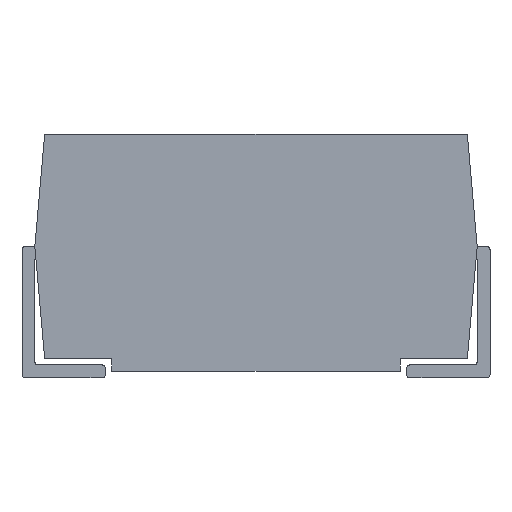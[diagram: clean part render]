
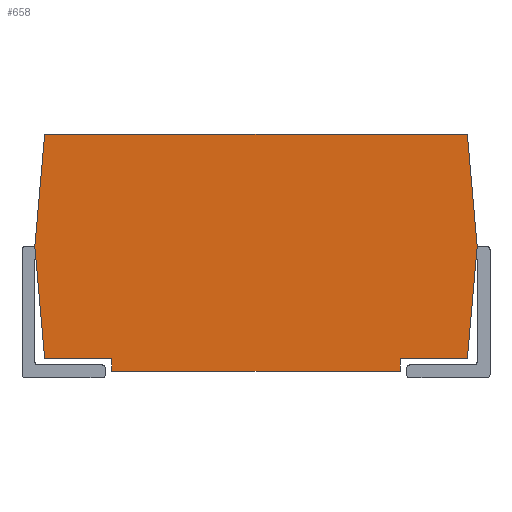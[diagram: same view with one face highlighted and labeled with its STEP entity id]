
A CAD part, front view. The second image highlights one B-rep face of the part: STEP entity #658.
In plain terms, the highlighted planar face has unit normal (0, -1, 0).
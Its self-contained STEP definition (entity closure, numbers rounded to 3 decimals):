
#36 = CARTESIAN_POINT ( 'NONE',  ( 3.45, -2.15, 2.05 ) ) ;
#47 = CARTESIAN_POINT ( 'NONE',  ( -3.297, -2.15, 3.8 ) ) ;
#50 = CARTESIAN_POINT ( 'NONE',  ( -2.25, -2.15, 0.3 ) ) ;
#51 = CARTESIAN_POINT ( 'NONE',  ( 2.297, -2.15, 3.799 ) ) ;
#55 = CARTESIAN_POINT ( 'NONE',  ( 2.25, -2.15, 0.1 ) ) ;
#57 = CARTESIAN_POINT ( 'NONE',  ( 2.797, -2.15, 3.8 ) ) ;
#140 = AXIS2_PLACEMENT_3D ( 'NONE', #1572, #1529, #1527 ) ;
#198 = EDGE_CURVE ( 'NONE', #2018, #1811, #1022, .T. ) ;
#200 = EDGE_CURVE ( 'NONE', #1961, #1803, #1028, .T. ) ;
#220 = EDGE_CURVE ( 'NONE', #1961, #1237, #1069, .T. ) ;
#238 = EDGE_CURVE ( 'NONE', #2018, #1840, #1097, .T. ) ;
#243 = EDGE_CURVE ( 'NONE', #1336, #2025, #1109, .T. ) ;
#249 = EDGE_CURVE ( 'NONE', #1811, #2025, #1121, .T. ) ;
#268 = EDGE_CURVE ( 'NONE', #1360, #2053, #1144, .T. ) ;
#275 = EDGE_CURVE ( 'NONE', #2030, #1237, #1157, .T. ) ;
#284 = EDGE_CURVE ( 'NONE', #1927, #2030, #1175, .T. ) ;
#289 = EDGE_CURVE ( 'NONE', #1959, #1360, #1184, .T. ) ;
#290 = EDGE_CURVE ( 'NONE', #1803, #1959, #1159, .T. ) ;
#292 = EDGE_CURVE ( 'NONE', #1840, #1903, #1190, .T. ) ;
#296 = EDGE_CURVE ( 'NONE', #1927, #1336, #1198, .T. ) ;
#297 = EDGE_CURVE ( 'NONE', #2053, #1903, #1200, .T. ) ;
#658 = ADVANCED_FACE ( 'NONE', ( #1222 ), #1569, .F. ) ;
#768 = ORIENTED_EDGE ( 'NONE', *, *, #289, .F. ) ;
#769 = ORIENTED_EDGE ( 'NONE', *, *, #290, .F. ) ;
#770 = ORIENTED_EDGE ( 'NONE', *, *, #200, .F. ) ;
#771 = ORIENTED_EDGE ( 'NONE', *, *, #220, .T. ) ;
#772 = ORIENTED_EDGE ( 'NONE', *, *, #275, .F. ) ;
#773 = ORIENTED_EDGE ( 'NONE', *, *, #284, .F. ) ;
#774 = ORIENTED_EDGE ( 'NONE', *, *, #296, .T. ) ;
#775 = ORIENTED_EDGE ( 'NONE', *, *, #243, .T. ) ;
#776 = ORIENTED_EDGE ( 'NONE', *, *, #249, .F. ) ;
#777 = ORIENTED_EDGE ( 'NONE', *, *, #198, .F. ) ;
#778 = ORIENTED_EDGE ( 'NONE', *, *, #238, .T. ) ;
#779 = ORIENTED_EDGE ( 'NONE', *, *, #292, .T. ) ;
#780 = ORIENTED_EDGE ( 'NONE', *, *, #297, .F. ) ;
#781 = ORIENTED_EDGE ( 'NONE', *, *, #268, .F. ) ;
#974 = EDGE_LOOP ( 'NONE', ( #768, #769, #770, #771, #772, #773, #774, #775, #776, #777, #778, #779, #780, #781 ) ) ;
#1022 = LINE ( 'NONE', #2065, #1031 ) ;
#1028 = LINE ( 'NONE', #2058, #1035 ) ;
#1031 = VECTOR ( 'NONE', #2039, 1000. ) ;
#1035 = VECTOR ( 'NONE', #2061, 1000. ) ;
#1069 = LINE ( 'NONE', #1972, #1070 ) ;
#1070 = VECTOR ( 'NONE', #1363, 1000. ) ;
#1097 = LINE ( 'NONE', #2031, #1099 ) ;
#1099 = VECTOR ( 'NONE', #1842, 1000. ) ;
#1109 = LINE ( 'NONE', #2019, #1110 ) ;
#1110 = VECTOR ( 'NONE', #2072, 1000. ) ;
#1121 = LINE ( 'NONE', #1940, #1122 ) ;
#1122 = VECTOR ( 'NONE', #1923, 1000. ) ;
#1144 = LINE ( 'NONE', #1807, #1145 ) ;
#1145 = VECTOR ( 'NONE', #1806, 1000. ) ;
#1157 = LINE ( 'NONE', #1747, #1158 ) ;
#1158 = VECTOR ( 'NONE', #1746, 1000. ) ;
#1159 = LINE ( 'NONE', #1619, #1186 ) ;
#1175 = LINE ( 'NONE', #1647, #1176 ) ;
#1176 = VECTOR ( 'NONE', #1639, 1000. ) ;
#1184 = LINE ( 'NONE', #1928, #1185 ) ;
#1185 = VECTOR ( 'NONE', #1608, 1000. ) ;
#1186 = VECTOR ( 'NONE', #1878, 1000. ) ;
#1190 = LINE ( 'NONE', #1924, #1191 ) ;
#1191 = VECTOR ( 'NONE', #1635, 1000. ) ;
#1198 = LINE ( 'NONE', #1597, #1199 ) ;
#1199 = VECTOR ( 'NONE', #1973, 1000. ) ;
#1200 = LINE ( 'NONE', #1920, #1201 ) ;
#1201 = VECTOR ( 'NONE', #1434, 1000. ) ;
#1222 = FACE_OUTER_BOUND ( 'NONE', #974, .T. ) ;
#1237 = VERTEX_POINT ( 'NONE', #1254 ) ;
#1247 = CARTESIAN_POINT ( 'NONE',  ( 3.297, -2.15, 3.8 ) ) ;
#1250 = CARTESIAN_POINT ( 'NONE',  ( -3.45, -2.15, 2.05 ) ) ;
#1254 = CARTESIAN_POINT ( 'NONE',  ( 2.297, -2.15, 3.8 ) ) ;
#1258 = CARTESIAN_POINT ( 'NONE',  ( -3.297, -2.15, 0.3 ) ) ;
#1270 = CARTESIAN_POINT ( 'NONE',  ( 2.25, -2.15, 0.3 ) ) ;
#1272 = CARTESIAN_POINT ( 'NONE',  ( -2.25, -2.15, 0.1 ) ) ;
#1308 = CARTESIAN_POINT ( 'NONE',  ( 3.297, -2.15, 0.3 ) ) ;
#1327 = CARTESIAN_POINT ( 'NONE',  ( 2.797, -2.15, 3.799 ) ) ;
#1336 = VERTEX_POINT ( 'NONE', #1258 ) ;
#1360 = VERTEX_POINT ( 'NONE', #1247 ) ;
#1363 = DIRECTION ( 'NONE',  ( 0., 0., 1. ) ) ;
#1434 = DIRECTION ( 'NONE',  ( -0.087, 0., -0.996 ) ) ;
#1527 = DIRECTION ( 'NONE',  ( 0., 0., 1. ) ) ;
#1529 = DIRECTION ( 'NONE',  ( 0., 1., 0. ) ) ;
#1569 = PLANE ( 'NONE',  #140 ) ;
#1572 = CARTESIAN_POINT ( 'NONE',  ( -3.297, -2.15, 3.8 ) ) ;
#1597 = CARTESIAN_POINT ( 'NONE',  ( -3.45, -2.15, 2.05 ) ) ;
#1608 = DIRECTION ( 'NONE',  ( 1., 0., 0. ) ) ;
#1619 = CARTESIAN_POINT ( 'NONE',  ( 2.797, -2.15, 3.799 ) ) ;
#1635 = DIRECTION ( 'NONE',  ( 1., 0., 0. ) ) ;
#1639 = DIRECTION ( 'NONE',  ( 0.087, 0., 0.996 ) ) ;
#1647 = CARTESIAN_POINT ( 'NONE',  ( -3.45, -2.15, 2.05 ) ) ;
#1746 = DIRECTION ( 'NONE',  ( 1., 0., 0. ) ) ;
#1747 = CARTESIAN_POINT ( 'NONE',  ( -3.297, -2.15, 3.8 ) ) ;
#1803 = VERTEX_POINT ( 'NONE', #1327 ) ;
#1806 = DIRECTION ( 'NONE',  ( 0.087, 0., -0.996 ) ) ;
#1807 = CARTESIAN_POINT ( 'NONE',  ( 3.297, -2.15, 3.8 ) ) ;
#1811 = VERTEX_POINT ( 'NONE', #1272 ) ;
#1840 = VERTEX_POINT ( 'NONE', #1270 ) ;
#1842 = DIRECTION ( 'NONE',  ( 0., 0., 1. ) ) ;
#1878 = DIRECTION ( 'NONE',  ( 0., 0., 1. ) ) ;
#1903 = VERTEX_POINT ( 'NONE', #1308 ) ;
#1920 = CARTESIAN_POINT ( 'NONE',  ( 3.45, -2.15, 2.05 ) ) ;
#1923 = DIRECTION ( 'NONE',  ( 0., 0., 1. ) ) ;
#1924 = CARTESIAN_POINT ( 'NONE',  ( -3.297, -2.15, 0.3 ) ) ;
#1927 = VERTEX_POINT ( 'NONE', #1250 ) ;
#1928 = CARTESIAN_POINT ( 'NONE',  ( -3.297, -2.15, 3.8 ) ) ;
#1940 = CARTESIAN_POINT ( 'NONE',  ( -2.25, -2.15, 0.1 ) ) ;
#1959 = VERTEX_POINT ( 'NONE', #57 ) ;
#1961 = VERTEX_POINT ( 'NONE', #51 ) ;
#1972 = CARTESIAN_POINT ( 'NONE',  ( 2.297, -2.15, 3.799 ) ) ;
#1973 = DIRECTION ( 'NONE',  ( 0.087, 0., -0.996 ) ) ;
#2018 = VERTEX_POINT ( 'NONE', #55 ) ;
#2019 = CARTESIAN_POINT ( 'NONE',  ( -3.297, -2.15, 0.3 ) ) ;
#2025 = VERTEX_POINT ( 'NONE', #50 ) ;
#2030 = VERTEX_POINT ( 'NONE', #47 ) ;
#2031 = CARTESIAN_POINT ( 'NONE',  ( 2.25, -2.15, 0.1 ) ) ;
#2039 = DIRECTION ( 'NONE',  ( -1., 0., 0. ) ) ;
#2053 = VERTEX_POINT ( 'NONE', #36 ) ;
#2058 = CARTESIAN_POINT ( 'NONE',  ( 2.797, -2.15, 3.799 ) ) ;
#2061 = DIRECTION ( 'NONE',  ( 1., 0., 0. ) ) ;
#2065 = CARTESIAN_POINT ( 'NONE',  ( -2.25, -2.15, 0.1 ) ) ;
#2072 = DIRECTION ( 'NONE',  ( 1., 0., 0. ) ) ;
